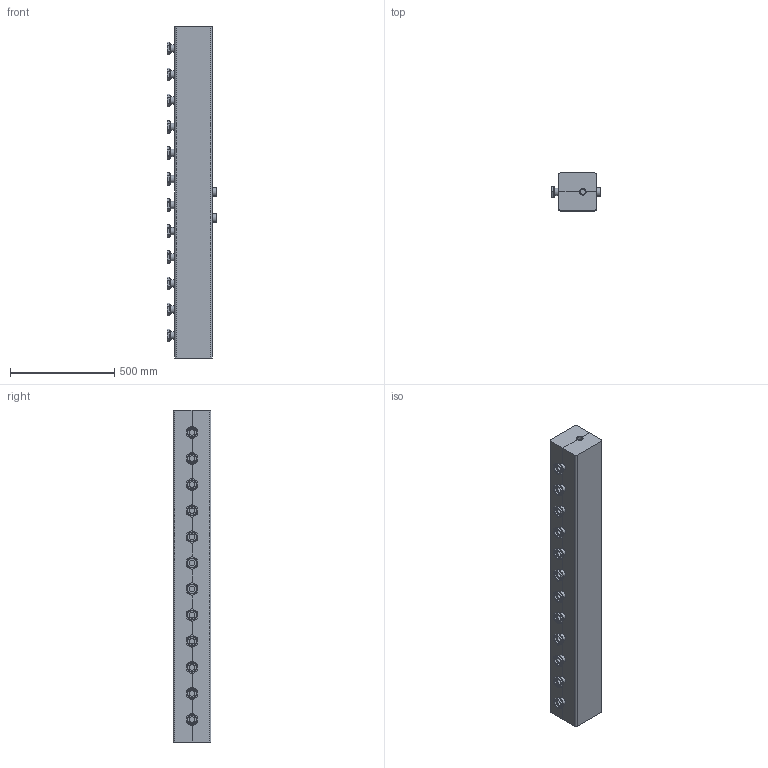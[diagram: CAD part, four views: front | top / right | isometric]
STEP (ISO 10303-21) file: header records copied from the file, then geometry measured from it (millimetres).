
FILE_DESCRIPTION(/* description */ (''),/* implementation_level */ '2;1');
FILE_NAME(/* name */ 'C100 6F DN25.stp',/* time_stamp */ '2015-09-29T20:53:04+02:00',/* author */ ('ARTUR'),/* organization */ (''),/* preprocessor_version */ 'ST-DEVELOPER v15.6',/* originating_system */ 'Autodesk Inventor 2015',/* authorisation */ '');
FILE_SCHEMA (('CONFIG_CONTROL_DESIGN'));
Length unit declared in the file: millimetre
Products named in the file (5): C1006F-01.00; C1006F-02.00; nakrętka GW 1 1_2; C1006F-02.00_MIR; C100 6F DN25
Bounding box: 235 x 180 x 1590 mm (x, y, z)
Volume: 51248380.3 mm3; surface area: 2999757.5 mm2
Topology: 15 solids, 15 shells, 531 faces, 1212 edges, 769 vertices
Faces by surface type: plane 288, cylinder 188, torus 36, cone 19
Full cylindrical faces by diameter (mm): 25 x1, 28 x12, 30 x1, 33 x3, 35 x14, 36 x12, 37 x3, 41 x2, 45 x12, 51 x12
Entity records: 6461 total; most frequent: DIRECTION 1180, CARTESIAN_POINT 1050, ORIENTED_EDGE 914, AXIS2_PLACEMENT_3D 469, EDGE_CURVE 457, EDGE_LOOP 344, VERTEX_POINT 339, LINE 242
